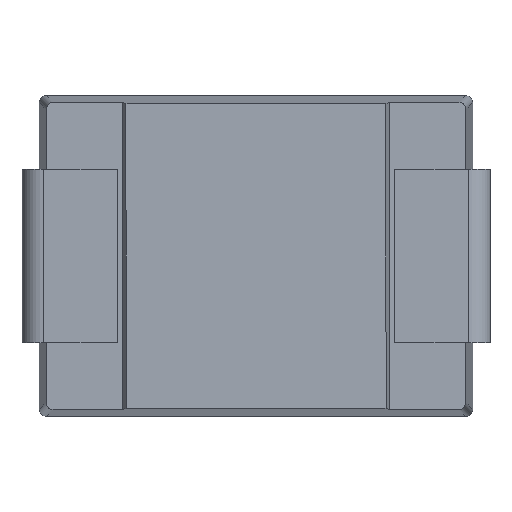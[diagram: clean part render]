
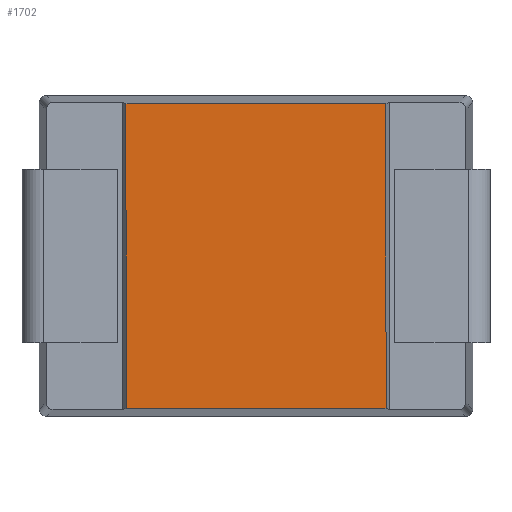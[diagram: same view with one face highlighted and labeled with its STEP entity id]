
A CAD part, front view. The second image highlights one B-rep face of the part: STEP entity #1702.
In plain terms, the highlighted planar face has unit normal (0, -1, 0).
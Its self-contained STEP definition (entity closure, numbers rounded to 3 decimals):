
#58 = EDGE_LOOP ( 'NONE', ( #1459, #937, #670, #1735 ) ) ;
#166 = LINE ( 'NONE', #1385, #1077 ) ;
#216 = EDGE_CURVE ( 'NONE', #1091, #468, #758, .T. ) ;
#297 = VECTOR ( 'NONE', #832, 1000. ) ;
#468 = VERTEX_POINT ( 'NONE', #1131 ) ;
#487 = CARTESIAN_POINT ( 'NONE',  ( 1.5, 0.1, -1.758 ) ) ;
#493 = VECTOR ( 'NONE', #609, 1000. ) ;
#609 = DIRECTION ( 'NONE',  ( -1., 0., 0. ) ) ;
#653 = DIRECTION ( 'NONE',  ( -1., 0., 0. ) ) ;
#670 = ORIENTED_EDGE ( 'NONE', *, *, #1039, .T. ) ;
#674 = CARTESIAN_POINT ( 'NONE',  ( 1.5, 0.1, 1.85 ) ) ;
#728 = DIRECTION ( 'NONE',  ( 1., 0., 0. ) ) ;
#740 = CARTESIAN_POINT ( 'NONE',  ( -1.5, 0.1, 1.758 ) ) ;
#758 = LINE ( 'NONE', #1079, #1538 ) ;
#800 = DIRECTION ( 'NONE',  ( 0., -1., 0. ) ) ;
#812 = CARTESIAN_POINT ( 'NONE',  ( 1.5, 0.1, 1.85 ) ) ;
#832 = DIRECTION ( 'NONE',  ( 0., 0., 1. ) ) ;
#937 = ORIENTED_EDGE ( 'NONE', *, *, #216, .T. ) ;
#1039 = EDGE_CURVE ( 'NONE', #468, #1193, #166, .T. ) ;
#1077 = VECTOR ( 'NONE', #728, 1000. ) ;
#1079 = CARTESIAN_POINT ( 'NONE',  ( -1.5, 0.1, 1.85 ) ) ;
#1091 = VERTEX_POINT ( 'NONE', #740 ) ;
#1112 = CARTESIAN_POINT ( 'NONE',  ( 1.5, 0.1, 1.758 ) ) ;
#1131 = CARTESIAN_POINT ( 'NONE',  ( -1.5, 0.1, -1.758 ) ) ;
#1193 = VERTEX_POINT ( 'NONE', #487 ) ;
#1224 = AXIS2_PLACEMENT_3D ( 'NONE', #812, #800, #653 ) ;
#1228 = EDGE_CURVE ( 'NONE', #1410, #1091, #1310, .T. ) ;
#1310 = LINE ( 'NONE', #1316, #493 ) ;
#1316 = CARTESIAN_POINT ( 'NONE',  ( 2.5, 0.1, 1.758 ) ) ;
#1355 = PLANE ( 'NONE',  #1224 ) ;
#1365 = FACE_OUTER_BOUND ( 'NONE', #58, .T. ) ;
#1385 = CARTESIAN_POINT ( 'NONE',  ( 2.5, 0.1, -1.758 ) ) ;
#1410 = VERTEX_POINT ( 'NONE', #1112 ) ;
#1459 = ORIENTED_EDGE ( 'NONE', *, *, #1228, .T. ) ;
#1538 = VECTOR ( 'NONE', #1583, 1000. ) ;
#1583 = DIRECTION ( 'NONE',  ( 0., 0., -1. ) ) ;
#1603 = LINE ( 'NONE', #674, #297 ) ;
#1647 = EDGE_CURVE ( 'NONE', #1193, #1410, #1603, .T. ) ;
#1702 = ADVANCED_FACE ( 'NONE', ( #1365 ), #1355, .T. ) ;
#1735 = ORIENTED_EDGE ( 'NONE', *, *, #1647, .T. ) ;
